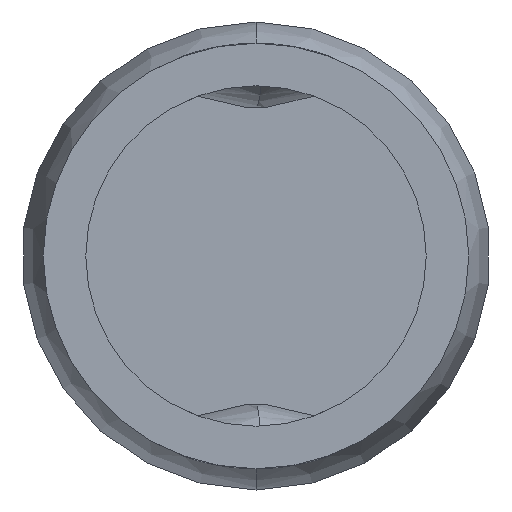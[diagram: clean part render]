
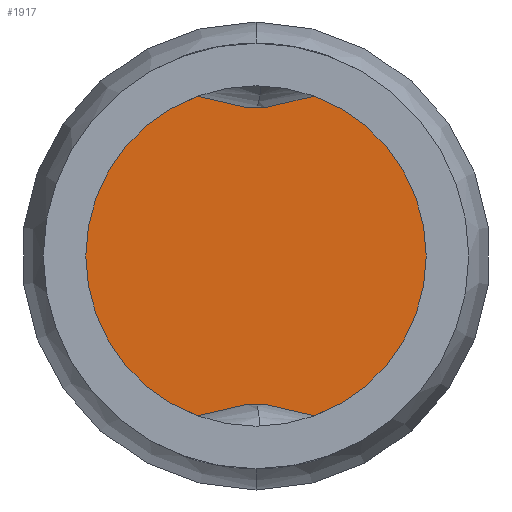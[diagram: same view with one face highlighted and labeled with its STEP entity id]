
A CAD part, front view. The second image highlights one B-rep face of the part: STEP entity #1917.
In plain terms, the highlighted planar face has unit normal (0, -1, 0).
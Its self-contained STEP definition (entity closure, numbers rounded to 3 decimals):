
#66 = DIRECTION ( 'NONE',  ( 0., 1., 0. ) ) ;
#292 = EDGE_LOOP ( 'NONE', ( #4146, #3965 ) ) ;
#957 = EDGE_CURVE ( 'Defeature ausgef�hrt1_0+Defeature ausgef�hrt1_28+Defeature ausgef�hrt1_28+Defeature ausgef�hrt1_28', #2847, #1858, #2172, .T. ) ;
#1021 = DIRECTION ( 'NONE',  ( 0., 0., 1. ) ) ;
#1057 = FACE_OUTER_BOUND ( 'NONE', #292, .T. ) ;
#1193 = CARTESIAN_POINT ( 'NONE',  ( 0., 5.2, 0.4 ) ) ;
#1806 = CIRCLE ( 'NONE', #2044, 0.4 ) ;
#1858 = VERTEX_POINT ( 'NONE', #2901 ) ;
#1917 = ADVANCED_FACE ( 'Defeature ausgef�hrt1_28', ( #1057 ), #5623, .F. ) ;
#2044 = AXIS2_PLACEMENT_3D ( 'NONE', #2243, #4230, #2796 ) ;
#2172 = CIRCLE ( 'NONE', #5829, 0.4 ) ;
#2209 = DIRECTION ( 'NONE',  ( 0., 1., 0. ) ) ;
#2243 = CARTESIAN_POINT ( 'NONE',  ( 0., 5.2, 0. ) ) ;
#2252 = DIRECTION ( 'NONE',  ( 0., 0., 1. ) ) ;
#2796 = DIRECTION ( 'NONE',  ( 0., 0., 1. ) ) ;
#2847 = VERTEX_POINT ( 'NONE', #1193 ) ;
#2901 = CARTESIAN_POINT ( 'NONE',  ( 0., 5.2, -0.4 ) ) ;
#3965 = ORIENTED_EDGE ( 'NONE', *, *, #6108, .F. ) ;
#4146 = ORIENTED_EDGE ( 'NONE', *, *, #957, .F. ) ;
#4230 = DIRECTION ( 'NONE',  ( 0., 1., 0. ) ) ;
#5144 = CARTESIAN_POINT ( 'NONE',  ( 0., 5.2, 0. ) ) ;
#5314 = CARTESIAN_POINT ( 'NONE',  ( 0., 5.2, 0. ) ) ;
#5365 = AXIS2_PLACEMENT_3D ( 'NONE', #5144, #2209, #2252 ) ;
#5623 = PLANE ( 'NONE',  #5365 ) ;
#5829 = AXIS2_PLACEMENT_3D ( 'NONE', #5314, #66, #1021 ) ;
#6108 = EDGE_CURVE ( 'Defeature ausgef�hrt1_0+Defeature ausgef�hrt1_28+Defeature ausgef�hrt1_28+Defeature ausgef�hrt1_28', #1858, #2847, #1806, .T. ) ;
